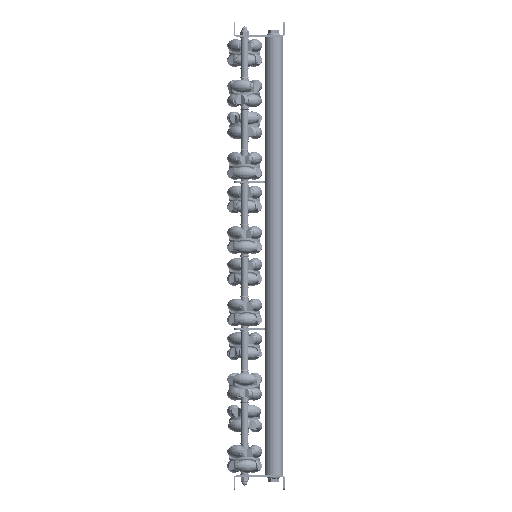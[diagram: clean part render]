
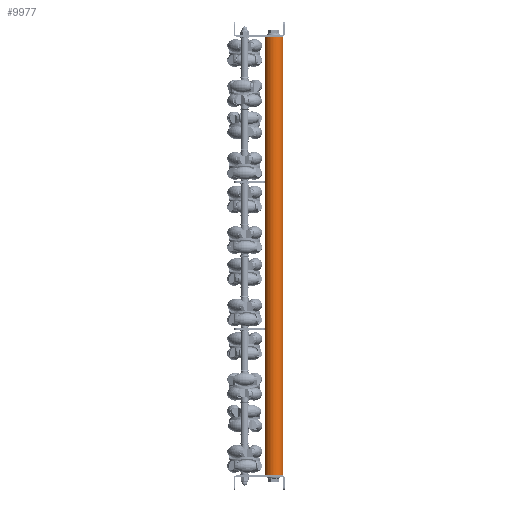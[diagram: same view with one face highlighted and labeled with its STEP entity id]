
A CAD part, left-side view. The second image highlights one B-rep face of the part: STEP entity #9977.
In plain terms, the highlighted cylindrical face has radius 12.5 mm (diameter 25 mm), a partial arc.
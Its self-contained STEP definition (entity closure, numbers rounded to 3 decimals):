
#104 = EDGE_CURVE ( 'NONE', #10622, #19730, #7649, .T. ) ;
#1331 = DIRECTION ( 'NONE',  ( 0., 0., -1. ) ) ;
#2540 = DIRECTION ( 'NONE',  ( 1., 0., 0. ) ) ;
#3833 = DIRECTION ( 'NONE',  ( -1., 0., 0. ) ) ;
#4466 = EDGE_CURVE ( 'NONE', #22542, #21151, #18203, .T. ) ;
#5088 = CARTESIAN_POINT ( 'NONE',  ( 599., 0., 12.5 ) ) ;
#6328 = CARTESIAN_POINT ( 'NONE',  ( 599., 0., 0. ) ) ;
#7649 = LINE ( 'NONE', #15681, #25135 ) ;
#9404 = EDGE_LOOP ( 'NONE', ( #22796, #18155, #25252, #9409 ) ) ;
#9409 = ORIENTED_EDGE ( 'NONE', *, *, #19243, .T. ) ;
#9746 = CYLINDRICAL_SURFACE ( 'NONE', #11526, 12.5 ) ;
#9912 = DIRECTION ( 'NONE',  ( -1., 0., 0. ) ) ;
#9977 = ADVANCED_FACE ( 'NONE', ( #19739 ), #9746, .T. ) ;
#10281 = DIRECTION ( 'NONE',  ( 0., 0., -1. ) ) ;
#10622 = VERTEX_POINT ( 'NONE', #5088 ) ;
#11526 = AXIS2_PLACEMENT_3D ( 'NONE', #13940, #3833, #19881 ) ;
#13607 = CARTESIAN_POINT ( 'NONE',  ( 1., 0., 12.5 ) ) ;
#13940 = CARTESIAN_POINT ( 'NONE',  ( 600., 0., 0. ) ) ;
#13984 = CARTESIAN_POINT ( 'NONE',  ( 600., 0., -12.5 ) ) ;
#14216 = AXIS2_PLACEMENT_3D ( 'NONE', #20542, #2540, #1331 ) ;
#14481 = AXIS2_PLACEMENT_3D ( 'NONE', #6328, #19926, #10281 ) ;
#15681 = CARTESIAN_POINT ( 'NONE',  ( 600., 0., 12.5 ) ) ;
#15870 = EDGE_CURVE ( 'NONE', #22542, #10622, #24588, .T. ) ;
#15897 = CIRCLE ( 'NONE', #14216, 12.5 ) ;
#17467 = CARTESIAN_POINT ( 'NONE',  ( 1., 0., -12.5 ) ) ;
#18155 = ORIENTED_EDGE ( 'NONE', *, *, #15870, .T. ) ;
#18203 = LINE ( 'NONE', #13984, #22854 ) ;
#19243 = EDGE_CURVE ( 'NONE', #19730, #21151, #15897, .T. ) ;
#19730 = VERTEX_POINT ( 'NONE', #13607 ) ;
#19739 = FACE_OUTER_BOUND ( 'NONE', #9404, .T. ) ;
#19881 = DIRECTION ( 'NONE',  ( 0., 0., 1. ) ) ;
#19926 = DIRECTION ( 'NONE',  ( -1., 0., 0. ) ) ;
#20542 = CARTESIAN_POINT ( 'NONE',  ( 1., 0., 0. ) ) ;
#21151 = VERTEX_POINT ( 'NONE', #17467 ) ;
#21526 = CARTESIAN_POINT ( 'NONE',  ( 599., 0., -12.5 ) ) ;
#22542 = VERTEX_POINT ( 'NONE', #21526 ) ;
#22796 = ORIENTED_EDGE ( 'NONE', *, *, #4466, .F. ) ;
#22854 = VECTOR ( 'NONE', #9912, 1000. ) ;
#23704 = DIRECTION ( 'NONE',  ( -1., 0., 0. ) ) ;
#24588 = CIRCLE ( 'NONE', #14481, 12.5 ) ;
#25135 = VECTOR ( 'NONE', #23704, 1000. ) ;
#25252 = ORIENTED_EDGE ( 'NONE', *, *, #104, .T. ) ;
